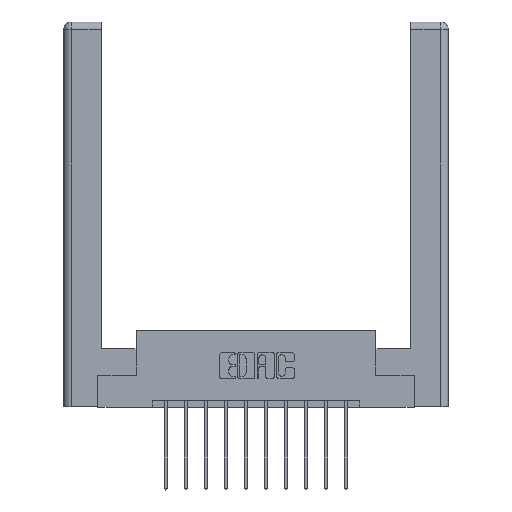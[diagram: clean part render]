
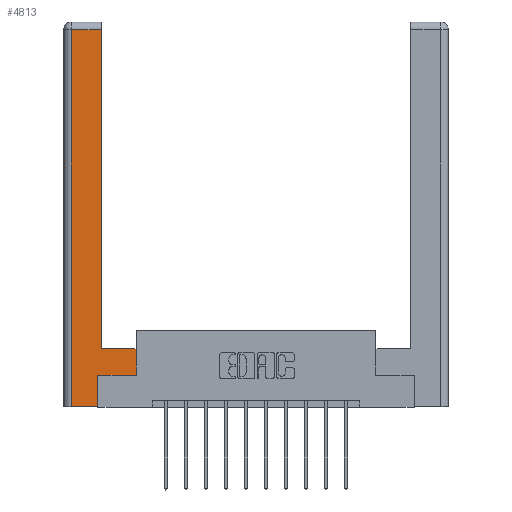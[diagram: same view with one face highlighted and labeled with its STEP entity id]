
A CAD part, top view. The second image highlights one B-rep face of the part: STEP entity #4813.
In plain terms, the highlighted planar face has unit normal (0, 0, 1).
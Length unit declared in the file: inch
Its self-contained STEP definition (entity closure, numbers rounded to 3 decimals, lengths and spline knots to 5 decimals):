
#115 = ORIENTED_EDGE ( 'NONE', *, *, #6235, .T. ) ;
#409 = VERTEX_POINT ( 'NONE', #12352 ) ;
#451 = CARTESIAN_POINT ( 'NONE',  ( 0.0615, 2.94, 0. ) ) ;
#651 = VECTOR ( 'NONE', #1762, 39.37008 ) ;
#888 = VERTEX_POINT ( 'NONE', #14286 ) ;
#989 = EDGE_CURVE ( 'NONE', #409, #12815, #6494, .T. ) ;
#1762 = DIRECTION ( 'NONE',  ( -1., 0., 0. ) ) ;
#1768 = CARTESIAN_POINT ( 'NONE',  ( 0.295, 0.45, 0. ) ) ;
#2030 = CARTESIAN_POINT ( 'NONE',  ( 0.265, 0.245, 0. ) ) ;
#2594 = CARTESIAN_POINT ( 'NONE',  ( 0.295, 3., 0. ) ) ;
#2783 = CARTESIAN_POINT ( 'NONE',  ( 0.565, 0.45, 0. ) ) ;
#2870 = CARTESIAN_POINT ( 'NONE',  ( 0.565, 0.245, 0. ) ) ;
#3012 = DIRECTION ( 'NONE',  ( 1., 0., 0. ) ) ;
#3143 = DIRECTION ( 'NONE',  ( 0., 1., 0. ) ) ;
#3289 = DIRECTION ( 'NONE',  ( 0., 0., -1. ) ) ;
#3415 = VERTEX_POINT ( 'NONE', #1768 ) ;
#3624 = EDGE_CURVE ( 'NONE', #3707, #7045, #6695, .T. ) ;
#3707 = VERTEX_POINT ( 'NONE', #2870 ) ;
#3822 = DIRECTION ( 'NONE',  ( -1., 0., 0. ) ) ;
#3975 = LINE ( 'NONE', #12883, #13319 ) ;
#4173 = VECTOR ( 'NONE', #7815, 39.37008 ) ;
#4364 = VECTOR ( 'NONE', #3012, 39.37008 ) ;
#4399 = VECTOR ( 'NONE', #12101, 39.37008 ) ;
#4593 = ORIENTED_EDGE ( 'NONE', *, *, #5376, .T. ) ;
#4813 = ADVANCED_FACE ( 'NONE', ( #9515 ), #14048, .F. ) ;
#5376 = EDGE_CURVE ( 'NONE', #11284, #888, #12856, .T. ) ;
#5558 = LINE ( 'NONE', #6802, #4173 ) ;
#5745 = CARTESIAN_POINT ( 'NONE',  ( 0.265, 0.245, 0. ) ) ;
#6151 = DIRECTION ( 'NONE',  ( 0., 1., 0. ) ) ;
#6235 = EDGE_CURVE ( 'NONE', #888, #409, #7859, .T. ) ;
#6255 = LINE ( 'NONE', #451, #651 ) ;
#6459 = AXIS2_PLACEMENT_3D ( 'NONE', #13384, #3289, #12292 ) ;
#6494 = LINE ( 'NONE', #2030, #10912 ) ;
#6695 = LINE ( 'NONE', #13012, #8086 ) ;
#6802 = CARTESIAN_POINT ( 'NONE',  ( 0.565, 0.245, 0. ) ) ;
#6853 = ORIENTED_EDGE ( 'NONE', *, *, #11493, .T. ) ;
#7014 = CARTESIAN_POINT ( 'NONE',  ( 0.265, 0., 0. ) ) ;
#7045 = VERTEX_POINT ( 'NONE', #2783 ) ;
#7070 = ORIENTED_EDGE ( 'NONE', *, *, #8692, .T. ) ;
#7815 = DIRECTION ( 'NONE',  ( 1., 0., 0. ) ) ;
#7859 = LINE ( 'NONE', #7014, #4364 ) ;
#8086 = VECTOR ( 'NONE', #6151, 39.37008 ) ;
#8692 = EDGE_CURVE ( 'NONE', #3415, #9195, #10834, .T. ) ;
#8787 = EDGE_CURVE ( 'NONE', #7045, #3415, #3975, .T. ) ;
#8914 = EDGE_CURVE ( 'NONE', #9195, #11284, #6255, .T. ) ;
#9023 = CARTESIAN_POINT ( 'NONE',  ( 0.0615, 2.94, 0. ) ) ;
#9100 = ORIENTED_EDGE ( 'NONE', *, *, #8787, .T. ) ;
#9195 = VERTEX_POINT ( 'NONE', #9950 ) ;
#9515 = FACE_OUTER_BOUND ( 'NONE', #12236, .T. ) ;
#9950 = CARTESIAN_POINT ( 'NONE',  ( 0.295, 2.94, 0. ) ) ;
#10616 = DIRECTION ( 'NONE',  ( 0., 1., 0. ) ) ;
#10834 = LINE ( 'NONE', #2594, #14559 ) ;
#10912 = VECTOR ( 'NONE', #3143, 39.37008 ) ;
#10925 = CARTESIAN_POINT ( 'NONE',  ( 0.0615, 0., 0. ) ) ;
#11284 = VERTEX_POINT ( 'NONE', #9023 ) ;
#11317 = ORIENTED_EDGE ( 'NONE', *, *, #989, .T. ) ;
#11493 = EDGE_CURVE ( 'NONE', #12815, #3707, #5558, .T. ) ;
#11882 = ORIENTED_EDGE ( 'NONE', *, *, #3624, .T. ) ;
#12101 = DIRECTION ( 'NONE',  ( 0., -1., 0. ) ) ;
#12236 = EDGE_LOOP ( 'NONE', ( #7070, #14447, #4593, #115, #11317, #6853, #11882, #9100 ) ) ;
#12292 = DIRECTION ( 'NONE',  ( -1., 0., 0. ) ) ;
#12352 = CARTESIAN_POINT ( 'NONE',  ( 0.265, 0., 0. ) ) ;
#12815 = VERTEX_POINT ( 'NONE', #5745 ) ;
#12856 = LINE ( 'NONE', #10925, #4399 ) ;
#12883 = CARTESIAN_POINT ( 'NONE',  ( 0.295, 0.45, 0. ) ) ;
#13012 = CARTESIAN_POINT ( 'NONE',  ( 0.565, 0.45, 0. ) ) ;
#13319 = VECTOR ( 'NONE', #3822, 39.37008 ) ;
#13384 = CARTESIAN_POINT ( 'NONE',  ( 0., 0., 0. ) ) ;
#14048 = PLANE ( 'NONE',  #6459 ) ;
#14286 = CARTESIAN_POINT ( 'NONE',  ( 0.0615, 0., 0. ) ) ;
#14447 = ORIENTED_EDGE ( 'NONE', *, *, #8914, .T. ) ;
#14559 = VECTOR ( 'NONE', #10616, 39.37008 ) ;
